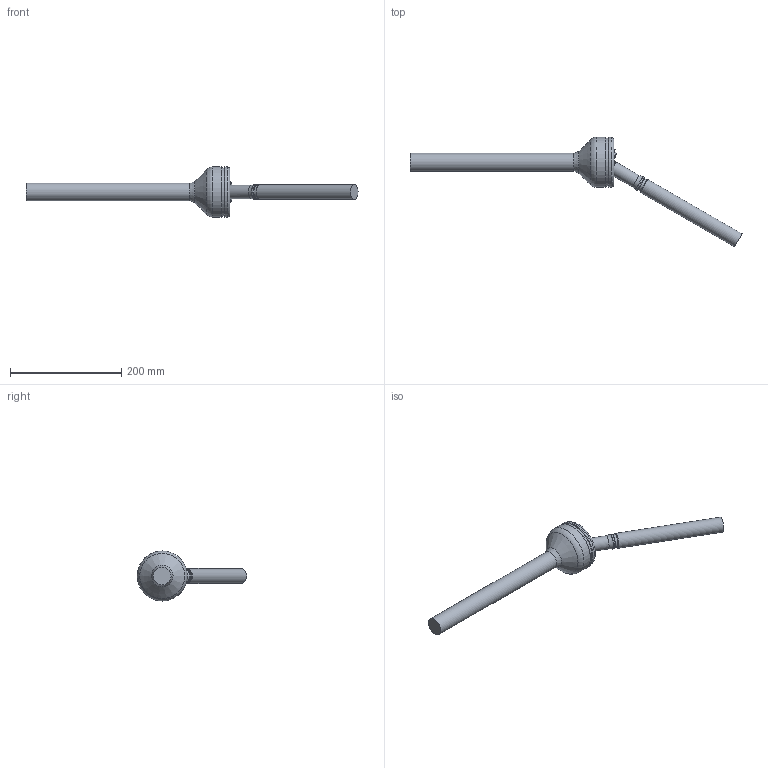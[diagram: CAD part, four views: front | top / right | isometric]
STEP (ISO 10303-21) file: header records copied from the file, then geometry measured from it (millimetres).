
FILE_DESCRIPTION (( 'STEP AP214' ), '1' );
FILE_NAME ('Rzeppa Joint (Birfield Type).STEP', '2014-09-29T14:39:43', ( '' ), ( '' ), 'SwSTEP 2.0', 'SolidWorks 2014', '' );
FILE_SCHEMA (( 'AUTOMOTIVE_DESIGN' ));
Length unit declared in the file: millimetre
Products named in the file (8): circlip for shafts normal_din_Circlip DIN 471 - 22 x 1.2; Snap Ring; Ball; Inner Race; Cage; Input Shaft; Output Shaft; Rzeppa Joint (Birfield Type)
Assembly tree (12 placements, depth 2):
  Rzeppa Joint (Birfield Type)
    Output Shaft
    Input Shaft
    Cage
    Inner Race
    Ball  x6
    Snap Ring
    circlip for shafts normal_din_Circlip DIN 471 - 22 x 1.2
Bounding box: 597.31 x 197.09 x 90 mm (x, y, z)
Volume: 633607.1 mm3; surface area: 118594.3 mm2
Topology: 12 solids, 12 shells, 786 faces, 2238 edges, 1467 vertices
Faces by surface type: plane 333, cylinder 290, cone 86, torus 56, sphere 21
Full cylindrical faces by diameter (mm): 2 x2, 19 x1, 21 x1, 24 x2, 27 x2, 32 x1, 87 x1, 90 x2
Entity records: 34637 total; most frequent: CARTESIAN_POINT 7437, ORIENTED_EDGE 4332, DIRECTION 4208, EDGE_CURVE 2166, AXIS2_PLACEMENT_3D 1534, VERTEX_POINT 1434, VECTOR 1140, LINE 1140
